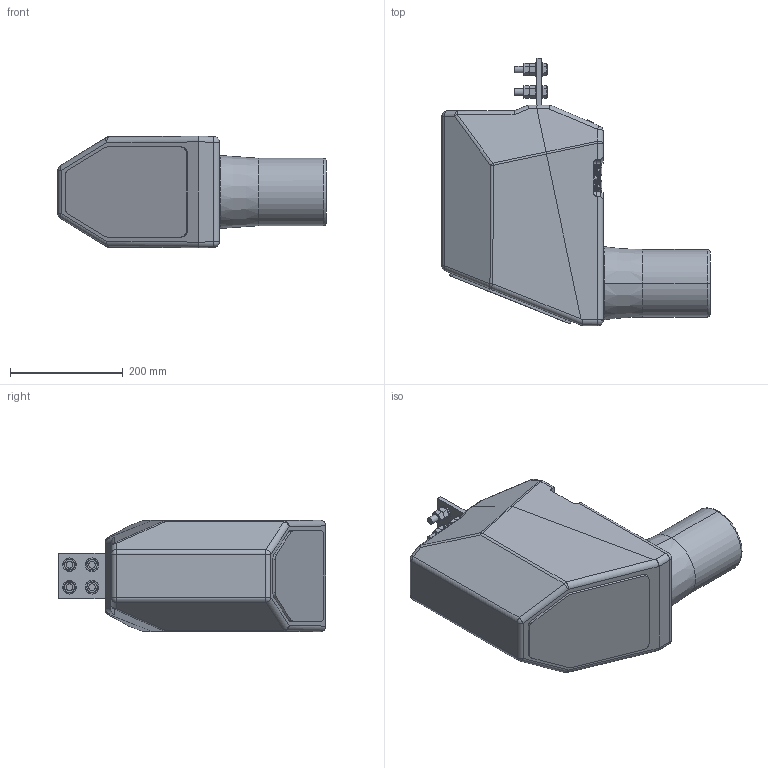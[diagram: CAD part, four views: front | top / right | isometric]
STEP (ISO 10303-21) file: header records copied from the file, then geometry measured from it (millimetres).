
FILE_DESCRIPTION (( 'STEP AP203' ), '1' );
FILE_NAME ('ﾒﾋ-10 (50-300)ﾀ.STEP', '2013-03-25T04:13:02', ( '' ), ( '' ), 'SwSTEP 2.0', 'SolidWorks 2010', '' );
FILE_SCHEMA (( 'CONFIG_CONTROL_DESIGN' ));
Length unit declared in the file: millimetre
Products named in the file (1): ﾒﾋ-10 (50-300)ﾀ
Bounding box: 477 x 475.5 x 198 mm (x, y, z)
Volume: 18060516.5 mm3; surface area: 580151.7 mm2
Topology: 17 solids, 18 shells, 1085 faces, 2658 edges, 1646 vertices
Faces by surface type: plane 432, cylinder 289, cone 173, bspline 118, sphere 48, torus 25
Entity records: 35422 total; most frequent: CARTESIAN_POINT 10688, ORIENTED_EDGE 5272, DIRECTION 5018, EDGE_CURVE 2636, AXIS2_PLACEMENT_3D 1894, VERTEX_POINT 1646, LINE 1230, VECTOR 1230
